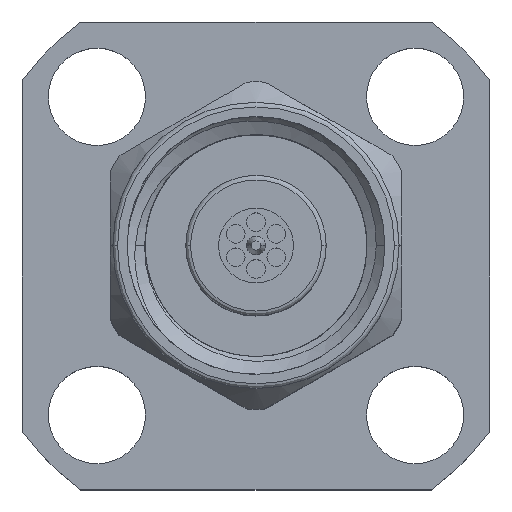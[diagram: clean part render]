
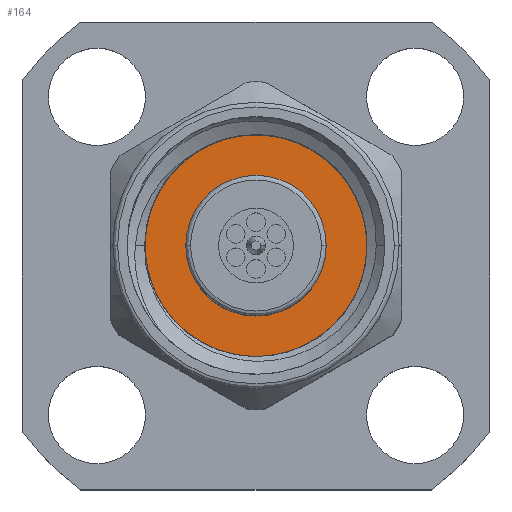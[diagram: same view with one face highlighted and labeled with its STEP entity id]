
A CAD part, top view. The second image highlights one B-rep face of the part: STEP entity #164.
In plain terms, the highlighted face is planar.
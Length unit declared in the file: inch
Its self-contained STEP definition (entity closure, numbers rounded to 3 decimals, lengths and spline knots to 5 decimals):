
#164 = ADVANCED_FACE ( 'NONE', ( #1874 ), #2569, .T. ) ;
#456 = VERTEX_POINT ( 'NONE', #6785 ) ;
#850 = EDGE_LOOP ( 'NONE', ( #8743, #9240 ) ) ;
#1641 = DIRECTION ( 'NONE',  ( -1., 0., 0. ) ) ;
#1754 = DIRECTION ( 'NONE',  ( -1., 0., 0. ) ) ;
#1816 = CIRCLE ( 'NONE', #11408, 0.1378 ) ;
#1874 = FACE_OUTER_BOUND ( 'NONE', #850, .T. ) ;
#2498 = AXIS2_PLACEMENT_3D ( 'NONE', #6018, #7556, #11402 ) ;
#2569 = PLANE ( 'NONE',  #6406 ) ;
#3056 = CIRCLE ( 'NONE', #2498, 0.1378 ) ;
#3420 = DIRECTION ( 'NONE',  ( 0., 0., 1. ) ) ;
#5267 = DIRECTION ( 'NONE',  ( 0., 0., 1. ) ) ;
#6018 = CARTESIAN_POINT ( 'NONE',  ( 0.3, 0., 0. ) ) ;
#6219 = VERTEX_POINT ( 'NONE', #8218 ) ;
#6406 = AXIS2_PLACEMENT_3D ( 'NONE', #7992, #1754, #5267 ) ;
#6785 = CARTESIAN_POINT ( 'NONE',  ( 0.3, 0., 0.1378 ) ) ;
#7080 = EDGE_CURVE ( 'NONE', #6219, #456, #1816, .T. ) ;
#7556 = DIRECTION ( 'NONE',  ( -1., 0., 0. ) ) ;
#7992 = CARTESIAN_POINT ( 'NONE',  ( 0.3, 0., 0. ) ) ;
#8218 = CARTESIAN_POINT ( 'NONE',  ( 0.3, 0., -0.1378 ) ) ;
#8743 = ORIENTED_EDGE ( 'NONE', *, *, #10095, .T. ) ;
#9240 = ORIENTED_EDGE ( 'NONE', *, *, #7080, .T. ) ;
#9655 = CARTESIAN_POINT ( 'NONE',  ( 0.3, 0., 0. ) ) ;
#10095 = EDGE_CURVE ( 'NONE', #456, #6219, #3056, .T. ) ;
#11402 = DIRECTION ( 'NONE',  ( 0., 0., 1. ) ) ;
#11408 = AXIS2_PLACEMENT_3D ( 'NONE', #9655, #1641, #3420 ) ;
